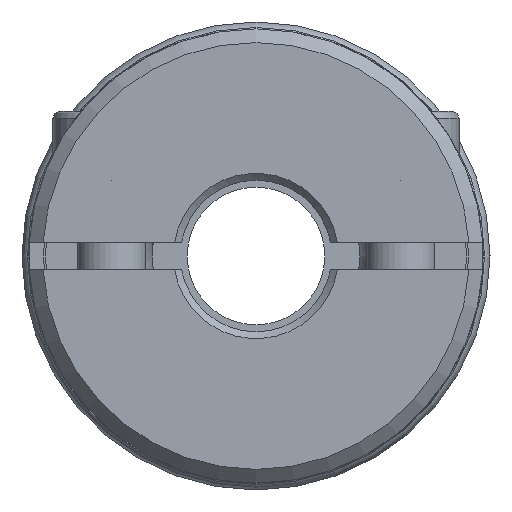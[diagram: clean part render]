
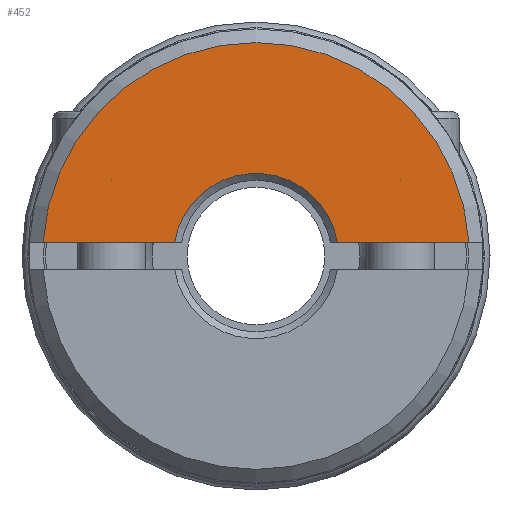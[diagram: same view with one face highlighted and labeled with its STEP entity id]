
A CAD part, left-side view. The second image highlights one B-rep face of the part: STEP entity #452.
In plain terms, the highlighted planar face has unit normal (-1, 0, 0).
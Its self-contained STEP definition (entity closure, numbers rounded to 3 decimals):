
#452 = ADVANCED_FACE( '', ( #1187 ), #1188, .T. );
#1187 = FACE_OUTER_BOUND( '', #2326, .T. );
#1188 = PLANE( '', #2327 );
#2326 = EDGE_LOOP( '', ( #3658, #3659, #3660, #3661 ) );
#2327 = AXIS2_PLACEMENT_3D( '', #3662, #3663, #3664 );
#3658 = ORIENTED_EDGE( '', *, *, #5769, .T. );
#3659 = ORIENTED_EDGE( '', *, *, #5770, .T. );
#3660 = ORIENTED_EDGE( '', *, *, #5771, .T. );
#3661 = ORIENTED_EDGE( '', *, *, #5772, .F. );
#3662 = CARTESIAN_POINT( '', ( -15., 0., 3. ) );
#3663 = DIRECTION( '', ( -1., 0., 0. ) );
#3664 = DIRECTION( '', ( 0., 0., 1. ) );
#5769 = EDGE_CURVE( '', #6767, #6768, #6769, .T. );
#5770 = EDGE_CURVE( '', #6768, #6770, #6771, .T. );
#5771 = EDGE_CURVE( '', #6770, #6772, #6773, .T. );
#5772 = EDGE_CURVE( '', #6767, #6772, #6774, .T. );
#6767 = VERTEX_POINT( '', #8452 );
#6768 = VERTEX_POINT( '', #8453 );
#6769 = LINE( '', #8454, #8455 );
#6770 = VERTEX_POINT( '', #8456 );
#6771 = CIRCLE( '', #8457, 6. );
#6772 = VERTEX_POINT( '', #8458 );
#6773 = LINE( '', #8459, #8460 );
#6774 = CIRCLE( '', #8461, 15.5 );
#8452 = CARTESIAN_POINT( '', ( -15., 15.468, 1. ) );
#8453 = CARTESIAN_POINT( '', ( -15., 5.916, 1. ) );
#8454 = CARTESIAN_POINT( '', ( -15., 34.18, 1. ) );
#8455 = VECTOR( '', #10196, 1000. );
#8456 = CARTESIAN_POINT( '', ( -15., -5.916, 1. ) );
#8457 = AXIS2_PLACEMENT_3D( '', #10197, #10198, #10199 );
#8458 = CARTESIAN_POINT( '', ( -15., -15.468, 1. ) );
#8459 = CARTESIAN_POINT( '', ( -15., 34.18, 1. ) );
#8460 = VECTOR( '', #10200, 1000. );
#8461 = AXIS2_PLACEMENT_3D( '', #10201, #10202, #10203 );
#10196 = DIRECTION( '', ( 0., -1., 0. ) );
#10197 = CARTESIAN_POINT( '', ( -15., 0., 0. ) );
#10198 = DIRECTION( '', ( 1., 0., 0. ) );
#10199 = DIRECTION( '', ( 0., -1., 0. ) );
#10200 = DIRECTION( '', ( 0., -1., 0. ) );
#10201 = CARTESIAN_POINT( '', ( -15., 0., 0. ) );
#10202 = DIRECTION( '', ( 1., 0., 0. ) );
#10203 = DIRECTION( '', ( 0., 0., 1. ) );
